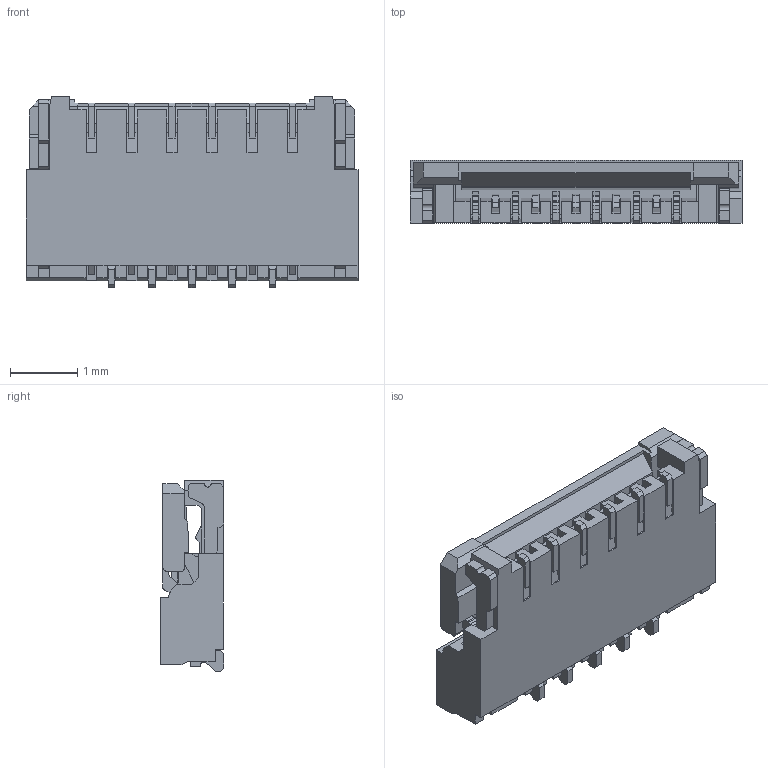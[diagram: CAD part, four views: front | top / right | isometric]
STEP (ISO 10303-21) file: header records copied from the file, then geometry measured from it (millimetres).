
FILE_DESCRIPTION((''),'2;1');
FILE_NAME('5035661100','2014-12-18T',('ME'),(''),'PRO/ENGINEER BY PARAMETRIC TECHNOLOGY CORPORATION, 2011490','PRO/ENGINEER BY PARAMETRIC TECHNOLOGY CORPORATION, 2011490','');
FILE_SCHEMA(('CONFIG_CONTROL_DESIGN'));
Length unit declared in the file: millimetre
Products named in the file (1): 5035661100
Bounding box: 4.95 x 0.95 x 2.85 mm (x, y, z)
Volume: 8.3 mm3; surface area: 93.9 mm2
Topology: 1 solids, 1 shells, 935 faces, 2770 edges, 1853 vertices
Faces by surface type: plane 828, cylinder 107
Entity records: 30776 total; most frequent: CARTESIAN_POINT 5529, ORIENTED_EDGE 5436, DIRECTION 4851, EDGE_CURVE 2718, VECTOR 2555, LINE 2555, VERTEX_POINT 1801, AXIS2_PLACEMENT_3D 1148
